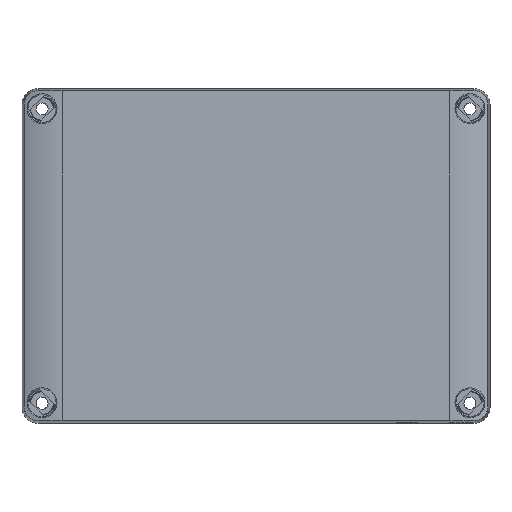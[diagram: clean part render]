
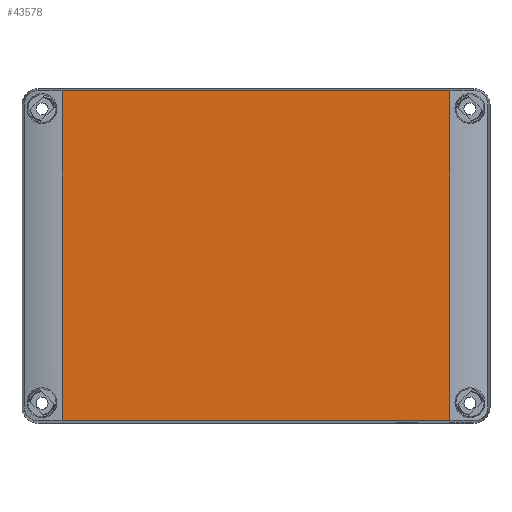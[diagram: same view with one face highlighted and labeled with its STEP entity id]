
A CAD part, top view. The second image highlights one B-rep face of the part: STEP entity #43578.
In plain terms, the highlighted planar face has unit normal (0, 0, 1).
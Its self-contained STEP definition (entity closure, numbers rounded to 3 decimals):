
#40213=DIRECTION('',(1.,0.,0.));
#40214=VECTOR('',#40213,145.);
#40215=CARTESIAN_POINT('',(-72.5,-61.627,50.));
#40216=LINE('',#40215,#40214);
#40365=DIRECTION('',(0.,1.,0.));
#40366=VECTOR('',#40365,123.254);
#40367=CARTESIAN_POINT('',(72.5,-61.627,50.));
#40368=LINE('',#40367,#40366);
#40461=DIRECTION('',(1.,0.,0.));
#40462=VECTOR('',#40461,145.);
#40463=CARTESIAN_POINT('',(-72.5,61.627,50.));
#40464=LINE('',#40463,#40462);
#40474=DIRECTION('',(0.,1.,0.));
#40475=VECTOR('',#40474,123.254);
#40476=CARTESIAN_POINT('',(-72.5,-61.627,50.));
#40477=LINE('',#40476,#40475);
#43100=CARTESIAN_POINT('',(-72.5,-61.627,50.));
#43101=CARTESIAN_POINT('',(72.5,-61.627,50.));
#43102=VERTEX_POINT('',#43100);
#43103=VERTEX_POINT('',#43101);
#43104=CARTESIAN_POINT('',(-72.5,61.627,50.));
#43105=CARTESIAN_POINT('',(72.5,61.627,50.));
#43106=VERTEX_POINT('',#43104);
#43107=VERTEX_POINT('',#43105);
#43566=CARTESIAN_POINT('',(-72.5,-62.5,50.));
#43567=DIRECTION('',(0.,0.,1.));
#43568=DIRECTION('',(1.,0.,0.));
#43569=AXIS2_PLACEMENT_3D('',#43566,#43567,#43568);
#43570=PLANE('',#43569);
#43571=ORIENTED_EDGE('',*,*,#43435,.F.);
#43573=ORIENTED_EDGE('',*,*,#43572,.T.);
#43574=ORIENTED_EDGE('',*,*,#43555,.T.);
#43575=ORIENTED_EDGE('',*,*,#43514,.F.);
#43576=EDGE_LOOP('',(#43571,#43573,#43574,#43575));
#43577=FACE_OUTER_BOUND('',#43576,.F.);
#43578=ADVANCED_FACE('',(#43577),#43570,.T.);
#43435=EDGE_CURVE('',#43102,#43103,#40216,.T.);
#43514=EDGE_CURVE('',#43103,#43107,#40368,.T.);
#43555=EDGE_CURVE('',#43106,#43107,#40464,.T.);
#43572=EDGE_CURVE('',#43102,#43106,#40477,.T.);
